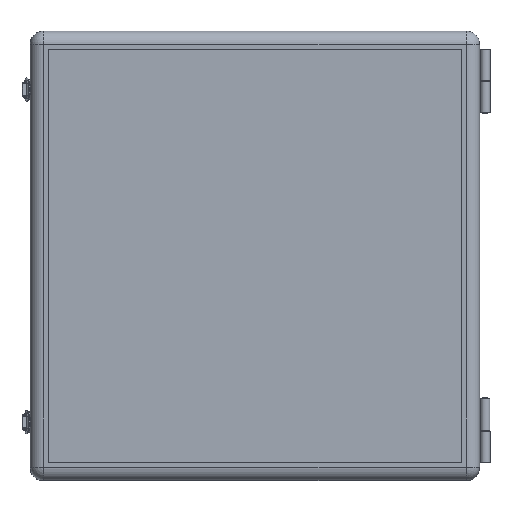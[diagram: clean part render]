
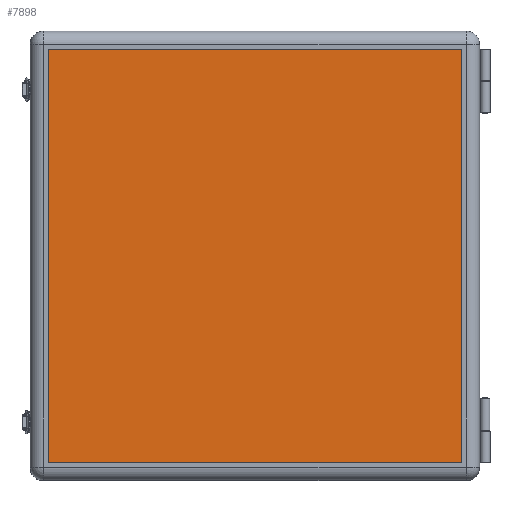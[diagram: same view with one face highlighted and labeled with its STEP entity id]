
A CAD part, top view. The second image highlights one B-rep face of the part: STEP entity #7898.
In plain terms, the highlighted face is planar.
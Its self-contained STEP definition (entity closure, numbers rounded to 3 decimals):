
#7898 = ADVANCED_FACE ( 'NONE', ( #37876 ), #37877, .F. ) ;
#17304 = EDGE_CURVE ( 'NONE', #70066, #69956, #45824, .T. ) ;
#17307 = EDGE_CURVE ( 'NONE', #69956, #70087, #45842, .T. ) ;
#17311 = EDGE_CURVE ( 'NONE', #70013, #70066, #45854, .T. ) ;
#17313 = EDGE_CURVE ( 'NONE', #70087, #70013, #45860, .T. ) ;
#29436 = CARTESIAN_POINT ( 'NONE',  ( 230., 230., 0. ) ) ;
#29542 = CARTESIAN_POINT ( 'NONE',  ( -230., -230., 0. ) ) ;
#29640 = CARTESIAN_POINT ( 'NONE',  ( 230., -230., 0. ) ) ;
#29679 = CARTESIAN_POINT ( 'NONE',  ( -230., 230., 0. ) ) ;
#36372 = AXIS2_PLACEMENT_3D ( 'NONE', #37868, #37879, #37880 ) ;
#37181 = VECTOR ( 'NONE', #45835, 1000. ) ;
#37185 = VECTOR ( 'NONE', #45844, 1000. ) ;
#37189 = VECTOR ( 'NONE', #45857, 1000. ) ;
#37191 = VECTOR ( 'NONE', #45862, 1000. ) ;
#37868 = CARTESIAN_POINT ( 'NONE',  ( -233.5, -233.5, 0. ) ) ;
#37876 = FACE_OUTER_BOUND ( 'NONE', #62039, .T. ) ;
#37877 = PLANE ( 'NONE',  #36372 ) ;
#37879 = DIRECTION ( 'NONE',  ( 0., 0., 1. ) ) ;
#37880 = DIRECTION ( 'NONE',  ( 1., 0., 0. ) ) ;
#45824 = LINE ( 'NONE', #45834, #37181 ) ;
#45834 = CARTESIAN_POINT ( 'NONE',  ( 230., -233.5, 0. ) ) ;
#45835 = DIRECTION ( 'NONE',  ( 0., 1., 0. ) ) ;
#45842 = LINE ( 'NONE', #45843, #37185 ) ;
#45843 = CARTESIAN_POINT ( 'NONE',  ( -233.5, 230., 0. ) ) ;
#45844 = DIRECTION ( 'NONE',  ( -1., 0., 0. ) ) ;
#45854 = LINE ( 'NONE', #45856, #37189 ) ;
#45856 = CARTESIAN_POINT ( 'NONE',  ( -233.5, -230., 0. ) ) ;
#45857 = DIRECTION ( 'NONE',  ( 1., 0., 0. ) ) ;
#45860 = LINE ( 'NONE', #45861, #37191 ) ;
#45861 = CARTESIAN_POINT ( 'NONE',  ( -230., -233.5, 0. ) ) ;
#45862 = DIRECTION ( 'NONE',  ( 0., -1., 0. ) ) ;
#56716 = ORIENTED_EDGE ( 'NONE', *, *, #17304, .F. ) ;
#56717 = ORIENTED_EDGE ( 'NONE', *, *, #17311, .F. ) ;
#56718 = ORIENTED_EDGE ( 'NONE', *, *, #17313, .F. ) ;
#56719 = ORIENTED_EDGE ( 'NONE', *, *, #17307, .F. ) ;
#62039 = EDGE_LOOP ( 'NONE', ( #56716, #56717, #56718, #56719 ) ) ;
#69956 = VERTEX_POINT ( 'NONE', #29436 ) ;
#70013 = VERTEX_POINT ( 'NONE', #29542 ) ;
#70066 = VERTEX_POINT ( 'NONE', #29640 ) ;
#70087 = VERTEX_POINT ( 'NONE', #29679 ) ;
